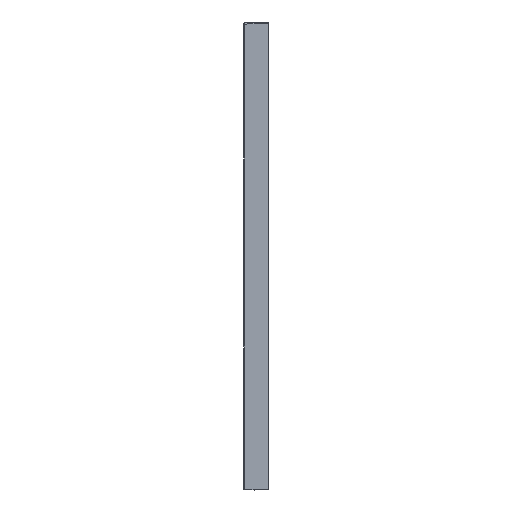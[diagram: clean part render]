
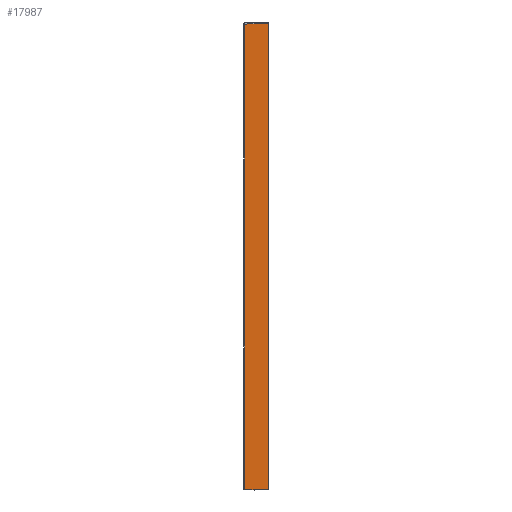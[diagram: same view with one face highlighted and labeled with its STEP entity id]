
A CAD part, left-side view. The second image highlights one B-rep face of the part: STEP entity #17987.
In plain terms, the highlighted planar face has unit normal (-0.999, 0.035, 0).
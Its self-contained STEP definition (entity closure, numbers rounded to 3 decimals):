
#190=DIRECTION('',(-0.035,-0.999,0.));
#191=VECTOR('',#190,38.025);
#192=CARTESIAN_POINT('',(-448.673,-1.998,
-312.5));
#193=LINE('',#192,#191);
#970=CARTESIAN_POINT('',(-448.673,-1.998,
-312.5));
#971=CARTESIAN_POINT('',(-448.673,-2.005,
-306.653));
#972=CARTESIAN_POINT('',(-448.674,-2.027,
-286.653));
#973=CARTESIAN_POINT('',(-448.674,-2.039,
-266.653));
#974=CARTESIAN_POINT('',(-448.674,-2.039,
-252.5));
#976=CARTESIAN_POINT('',(-448.674,-2.039,
-252.5));
#977=CARTESIAN_POINT('',(-448.674,-2.039,
-245.549));
#978=CARTESIAN_POINT('',(-448.674,-2.037,
-232.353));
#979=CARTESIAN_POINT('',(-448.674,-2.032,
-214.796));
#980=CARTESIAN_POINT('',(-448.674,-2.026,
-199.103));
#981=CARTESIAN_POINT('',(-448.674,-2.019,
-184.982));
#982=CARTESIAN_POINT('',(-448.673,-2.012,
-171.435));
#983=CARTESIAN_POINT('',(-448.673,-2.005,
-159.333));
#984=CARTESIAN_POINT('',(-448.673,-1.997,
-147.172));
#985=CARTESIAN_POINT('',(-448.673,-1.989,
-134.721));
#986=CARTESIAN_POINT('',(-448.672,-1.98,
-121.285));
#987=CARTESIAN_POINT('',(-448.672,-1.972,
-108.729));
#988=CARTESIAN_POINT('',(-448.672,-1.963,
-94.844));
#989=CARTESIAN_POINT('',(-448.671,-1.954,
-79.858));
#990=CARTESIAN_POINT('',(-448.671,-1.946,
-64.68));
#991=CARTESIAN_POINT('',(-448.671,-1.938,
-49.054));
#992=CARTESIAN_POINT('',(-448.671,-1.932,
-32.351));
#993=CARTESIAN_POINT('',(-448.67,-1.927,
-15.025));
#994=CARTESIAN_POINT('',(-448.67,-1.925,1.717));
#995=CARTESIAN_POINT('',(-448.67,-1.926,19.384));
#996=CARTESIAN_POINT('',(-448.671,-1.929,31.4));
#997=CARTESIAN_POINT('',(-448.671,-1.931,37.499));
#999=CARTESIAN_POINT('',(-448.671,-1.931,37.499));
#1000=CARTESIAN_POINT('',(-448.671,-1.933,
43.216));
#1001=CARTESIAN_POINT('',(-448.671,-1.938,
55.251));
#1002=CARTESIAN_POINT('',(-448.671,-1.946,
75.604));
#1003=CARTESIAN_POINT('',(-448.671,-1.956,
96.772));
#1004=CARTESIAN_POINT('',(-448.672,-1.967,
119.937));
#1005=CARTESIAN_POINT('',(-448.672,-1.978,
142.962));
#1006=CARTESIAN_POINT('',(-448.673,-1.989,
165.365));
#1007=CARTESIAN_POINT('',(-448.673,-1.999,
186.41));
#1008=CARTESIAN_POINT('',(-448.673,-2.008,
205.47));
#1009=CARTESIAN_POINT('',(-448.674,-2.015,
222.835));
#1010=CARTESIAN_POINT('',(-448.674,-2.021,
238.904));
#1011=CARTESIAN_POINT('',(-448.674,-2.026,
253.854));
#1012=CARTESIAN_POINT('',(-448.674,-2.03,
268.053));
#1013=CARTESIAN_POINT('',(-448.674,-2.033,
279.877));
#1014=CARTESIAN_POINT('',(-448.674,-2.035,
292.126));
#1015=CARTESIAN_POINT('',(-448.674,-2.037,
303.34));
#1016=CARTESIAN_POINT('',(-448.674,-2.038,
314.831));
#1017=CARTESIAN_POINT('',(-448.674,-2.039,
323.189));
#1018=CARTESIAN_POINT('',(-448.674,-2.039,
327.5));
#1020=CARTESIAN_POINT('',(-448.674,-2.039,
327.5));
#1021=CARTESIAN_POINT('',(-448.674,-2.039,
339.996));
#1022=CARTESIAN_POINT('',(-448.674,-2.026,
364.85));
#1023=CARTESIAN_POINT('',(-448.672,-1.983,
400.407));
#1024=CARTESIAN_POINT('',(-448.671,-1.949,
423.469));
#1025=CARTESIAN_POINT('',(-448.671,-1.933,
434.172));
#1027=DIRECTION('',(-0.035,-0.999,0.035));
#1028=VECTOR('',#1027,38.113);
#1029=CARTESIAN_POINT('',(-448.671,-1.933,
434.172));
#1030=LINE('',#1029,#1028);
#1031=DIRECTION('',(0.,0.,-1.));
#1032=VECTOR('',#1031,748.001);
#1033=CARTESIAN_POINT('',(-450.,-40.,
435.501));
#1034=LINE('',#1033,#1032);
#1035=CARTESIAN_POINT('',(-448.673,-1.998,
-312.5));
#1063=CARTESIAN_POINT('',(-448.674,-2.039,
-252.5));
#1248=CARTESIAN_POINT('',(-448.671,-1.931,
37.499));
#15097=CARTESIAN_POINT('',(-450.,-40.,-312.5));
#15099=VERTEX_POINT('',#15097);
#16367=VERTEX_POINT('',#1063);
#16368=VERTEX_POINT('',#1248);
#16510=VERTEX_POINT('',#1035);
#16511=VERTEX_POINT('',#1018);
#16512=VERTEX_POINT('',#1025);
#16513=CARTESIAN_POINT('',(-450.,-40.,
435.501));
#16514=VERTEX_POINT('',#16513);
#17969=CARTESIAN_POINT('',(-449.335,-20.963,
61.501));
#17970=DIRECTION('',(0.999,-0.035,0.));
#17971=DIRECTION('',(0.035,0.999,0.));
#17972=AXIS2_PLACEMENT_3D('',#17969,#17970,#17971);
#17973=PLANE('',#17972);
#17974=ORIENTED_EDGE('',*,*,#16670,.F.);
#17976=ORIENTED_EDGE('',*,*,#17975,.T.);
#17978=ORIENTED_EDGE('',*,*,#17977,.T.);
#17980=ORIENTED_EDGE('',*,*,#17979,.T.);
#17982=ORIENTED_EDGE('',*,*,#17981,.T.);
#17983=ORIENTED_EDGE('',*,*,#17963,.T.);
#17984=ORIENTED_EDGE('',*,*,#16559,.T.);
#17985=EDGE_LOOP('',(#17974,#17976,#17978,#17980,#17982,#17983,#17984));
#17986=FACE_OUTER_BOUND('',#17985,.F.);
#17987=ADVANCED_FACE('',(#17986),#17973,.F.);
#975=B_SPLINE_CURVE_WITH_KNOTS('',3,(#970,#971,#972,#973,#974),.UNSPECIFIED.,
.F.,.F.,(4,1,4),(0.,0.292,1.),.UNSPECIFIED.);
#998=B_SPLINE_CURVE_WITH_KNOTS('',3,(#976,#977,#978,#979,#980,#981,#982,#983,
#984,#985,#986,#987,#988,#989,#990,#991,#992,#993,#994,#995,#996,#997),
.UNSPECIFIED.,.F.,.F.,(4,1,1,1,1,1,1,1,1,1,1,1,1,1,1,1,1,1,1,4),(0.,
0.053,0.105,0.158,0.211,
0.263,0.316,0.368,0.421,
0.474,0.526,0.579,0.632,
0.684,0.737,0.789,0.842,
0.895,0.947,1.),.UNSPECIFIED.);
#1019=B_SPLINE_CURVE_WITH_KNOTS('',3,(#999,#1000,#1001,#1002,#1003,#1004,#1005,
#1006,#1007,#1008,#1009,#1010,#1011,#1012,#1013,#1014,#1015,#1016,#1017,#1018),
.UNSPECIFIED.,.F.,.F.,(4,1,1,1,1,1,1,1,1,1,1,1,1,1,1,1,1,4),(0.,
0.059,0.118,0.176,0.235,
0.294,0.353,0.412,0.471,
0.529,0.588,0.647,0.706,
0.765,0.824,0.882,0.941,1.),
.UNSPECIFIED.);
#1026=B_SPLINE_CURVE_WITH_KNOTS('',3,(#1020,#1021,#1022,#1023,#1024,#1025),
.UNSPECIFIED.,.F.,.F.,(4,1,1,4),(0.,0.351,0.699,1.),
.UNSPECIFIED.);
#16559=EDGE_CURVE('',#16514,#15099,#1034,.T.);
#16670=EDGE_CURVE('',#16510,#15099,#193,.T.);
#17963=EDGE_CURVE('',#16512,#16514,#1030,.T.);
#17975=EDGE_CURVE('',#16510,#16367,#975,.T.);
#17977=EDGE_CURVE('',#16367,#16368,#998,.T.);
#17979=EDGE_CURVE('',#16368,#16511,#1019,.T.);
#17981=EDGE_CURVE('',#16511,#16512,#1026,.T.);
